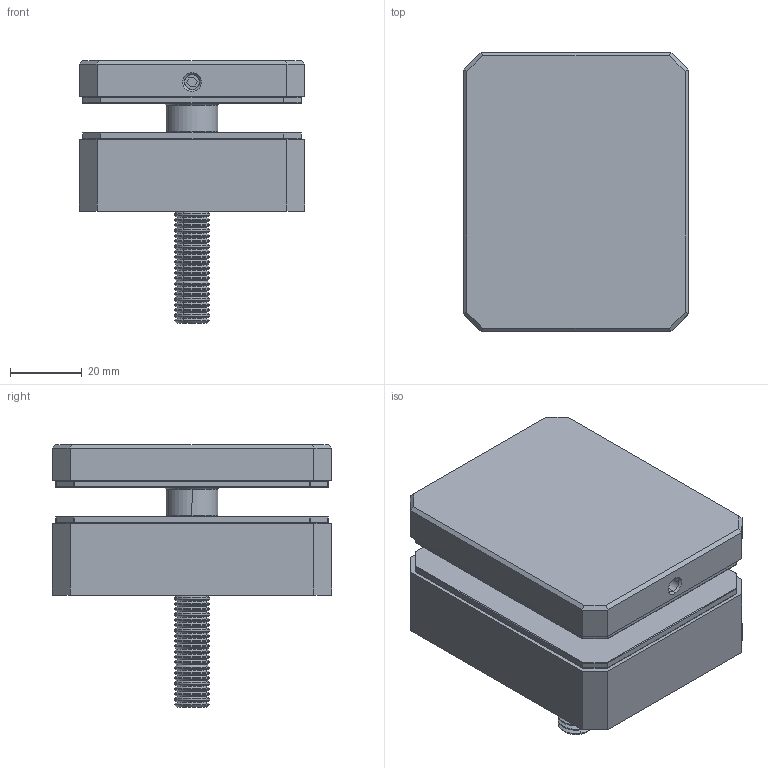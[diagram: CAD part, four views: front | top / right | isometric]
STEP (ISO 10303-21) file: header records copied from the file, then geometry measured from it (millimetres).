
FILE_DESCRIPTION (( 'STEP AP203' ), '1' );
FILE_NAME ('60199-240.STEP', '2020-11-03T12:22:01', ( '' ), ( '' ), 'SwSTEP 2.0', 'SolidWorks 2018', '' );
FILE_SCHEMA (( 'CONFIG_CONTROL_DESIGN' ));
Length unit declared in the file: millimetre
Products named in the file (15): 60199-240 Teil4_60199-240 Teil4; 60199-240 Teil5; socket set screw cone point_din; 60199-240 Teil3; socket countersunk head screw_din; 60199-240 Teil1; 60199-240 Teil2; socket countersunk head screw_din_DIN 7991 - M10 x 70 --- 70S; 60199-240 Teil3_60199-240 Teil3; 60199-240 Teil4; 60199-240 Teil5_60199-240 Teil3; 60199-240; socket set screw cone point_din_DIN 914 - M5 x 8-S; 60199-240 Teil1_60199-240 Teil1; 60199-240 Teil2_60199-240 Teil2
Assembly tree (7 placements, depth 2):
  60199-240 Teil5
  socket set screw cone point_din
  60199-240 Teil3
  socket countersunk head screw_din
  60199-240 Teil1
Bounding box: 63 x 78 x 73.36 mm (x, y, z)
Volume: 102914.3 mm3; surface area: 69002.4 mm2
Topology: 7 solids, 7 shells, 803 faces, 2026 edges, 1258 vertices
Faces by surface type: plane 253, cone 225, cylinder 180, bspline 101, sphere 32, torus 12
Entity records: 31032 total; most frequent: CARTESIAN_POINT 10649, ORIENTED_EDGE 4016, DIRECTION 3922, EDGE_CURVE 2008, AXIS2_PLACEMENT_3D 1421, VERTEX_POINT 1258, LINE 1080, VECTOR 1080
